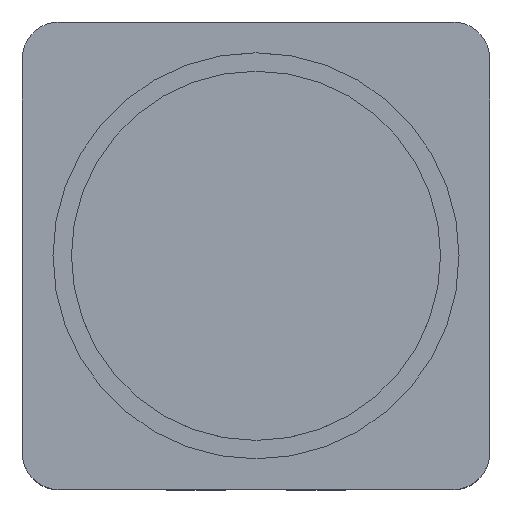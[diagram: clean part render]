
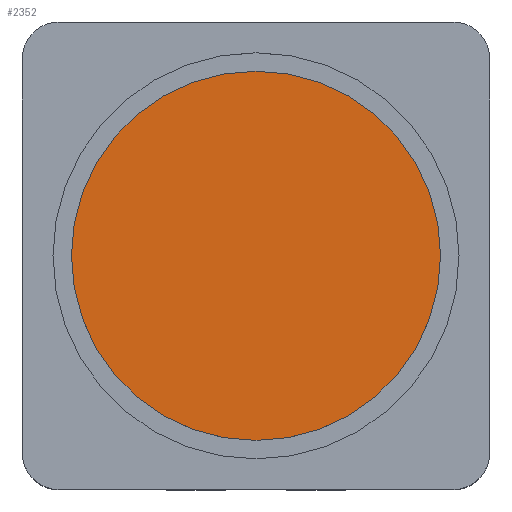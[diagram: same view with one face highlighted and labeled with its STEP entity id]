
A CAD part, top view. The second image highlights one B-rep face of the part: STEP entity #2352.
In plain terms, the highlighted planar face has unit normal (0, 0, 1).
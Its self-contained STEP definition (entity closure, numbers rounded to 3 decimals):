
#2333 = VERTEX_POINT('',#2334);
#2334 = CARTESIAN_POINT('',(-3.8,6.8,3.3));
#2340 = EDGE_CURVE('',#2333,#2333,#2341,.T.);
#2341 = CIRCLE('',#2342,3.);
#2342 = AXIS2_PLACEMENT_3D('',#2343,#2344,#2345);
#2343 = CARTESIAN_POINT('',(-3.8,3.8,3.3));
#2344 = DIRECTION('',(0.,0.,1.));
#2345 = DIRECTION('',(0.,1.,0.));
#2352 = ADVANCED_FACE('',(#2353),#2356,.T.);
#2353 = FACE_BOUND('',#2354,.T.);
#2354 = EDGE_LOOP('',(#2355));
#2355 = ORIENTED_EDGE('',*,*,#2340,.T.);
#2356 = PLANE('',#2357);
#2357 = AXIS2_PLACEMENT_3D('',#2358,#2359,#2360);
#2358 = CARTESIAN_POINT('',(0.,0.,3.3));
#2359 = DIRECTION('',(0.,0.,1.));
#2360 = DIRECTION('',(0.,1.,0.));
